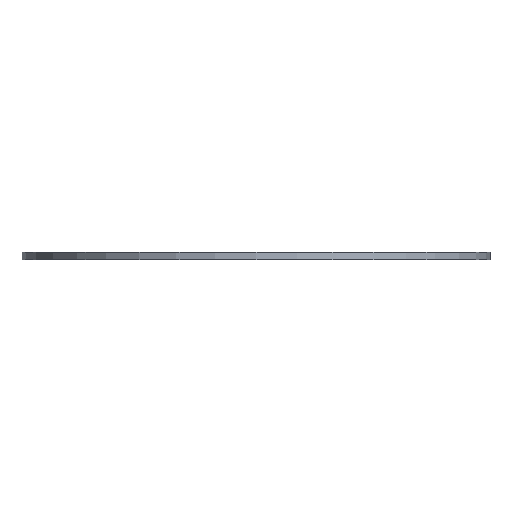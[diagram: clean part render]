
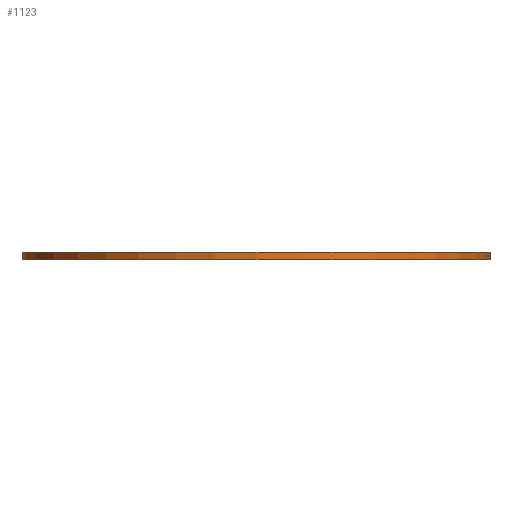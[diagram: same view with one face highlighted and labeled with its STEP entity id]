
A CAD part, front view. The second image highlights one B-rep face of the part: STEP entity #1123.
In plain terms, the highlighted cylindrical face has radius 65 mm (diameter 130 mm), a partial arc.
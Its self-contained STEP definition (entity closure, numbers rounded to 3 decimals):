
#27 = EDGE_CURVE ( 'NONE', #2504, #2113, #857, .T. ) ;
#98 = AXIS2_PLACEMENT_3D ( 'NONE', #2535, #2551, #121 ) ;
#121 = DIRECTION ( 'NONE',  ( 1., 0., 0. ) ) ;
#281 = CARTESIAN_POINT ( 'NONE',  ( 65., 0., 2. ) ) ;
#344 = CARTESIAN_POINT ( 'NONE',  ( -65., 0., 2. ) ) ;
#399 = CARTESIAN_POINT ( 'NONE',  ( 65., 0., 2. ) ) ;
#569 = ORIENTED_EDGE ( 'NONE', *, *, #2423, .T. ) ;
#665 = VECTOR ( 'NONE', #2491, 1000. ) ;
#857 = CIRCLE ( 'NONE', #1601, 65. ) ;
#893 = VERTEX_POINT ( 'NONE', #2686 ) ;
#938 = DIRECTION ( 'NONE',  ( 1., 0., 0. ) ) ;
#968 = CARTESIAN_POINT ( 'NONE',  ( 0., 0., 2. ) ) ;
#995 = LINE ( 'NONE', #399, #1530 ) ;
#1016 = CARTESIAN_POINT ( 'NONE',  ( -65., 0., 2. ) ) ;
#1123 = ADVANCED_FACE ( 'NONE', ( #2823 ), #1378, .T. ) ;
#1274 = DIRECTION ( 'NONE',  ( 0., 0., -1. ) ) ;
#1378 = CYLINDRICAL_SURFACE ( 'NONE', #2802, 65. ) ;
#1403 = LINE ( 'NONE', #344, #665 ) ;
#1519 = EDGE_LOOP ( 'NONE', ( #2547, #2174, #3453, #569 ) ) ;
#1530 = VECTOR ( 'NONE', #3419, 1000. ) ;
#1601 = AXIS2_PLACEMENT_3D ( 'NONE', #3399, #3046, #938 ) ;
#1642 = CIRCLE ( 'NONE', #98, 65. ) ;
#1854 = EDGE_CURVE ( 'NONE', #2504, #893, #1403, .T. ) ;
#1918 = EDGE_CURVE ( 'NONE', #2113, #2696, #995, .T. ) ;
#2084 = DIRECTION ( 'NONE',  ( -1., 0., 0. ) ) ;
#2113 = VERTEX_POINT ( 'NONE', #281 ) ;
#2174 = ORIENTED_EDGE ( 'NONE', *, *, #27, .F. ) ;
#2176 = CARTESIAN_POINT ( 'NONE',  ( 65., 0., 0. ) ) ;
#2423 = EDGE_CURVE ( 'NONE', #893, #2696, #1642, .T. ) ;
#2491 = DIRECTION ( 'NONE',  ( 0., 0., -1. ) ) ;
#2504 = VERTEX_POINT ( 'NONE', #1016 ) ;
#2535 = CARTESIAN_POINT ( 'NONE',  ( 0., 0., 0. ) ) ;
#2547 = ORIENTED_EDGE ( 'NONE', *, *, #1918, .F. ) ;
#2551 = DIRECTION ( 'NONE',  ( 0., 0., 1. ) ) ;
#2686 = CARTESIAN_POINT ( 'NONE',  ( -65., 0., 0. ) ) ;
#2696 = VERTEX_POINT ( 'NONE', #2176 ) ;
#2802 = AXIS2_PLACEMENT_3D ( 'NONE', #968, #1274, #2084 ) ;
#2823 = FACE_OUTER_BOUND ( 'NONE', #1519, .T. ) ;
#3046 = DIRECTION ( 'NONE',  ( 0., 0., 1. ) ) ;
#3399 = CARTESIAN_POINT ( 'NONE',  ( 0., 0., 2. ) ) ;
#3419 = DIRECTION ( 'NONE',  ( 0., 0., -1. ) ) ;
#3453 = ORIENTED_EDGE ( 'NONE', *, *, #1854, .T. ) ;
